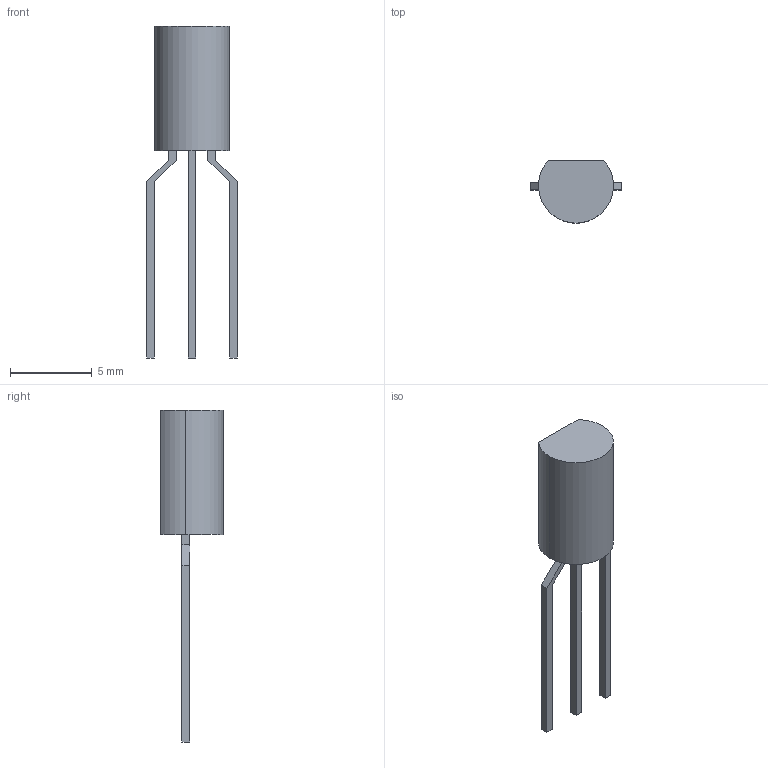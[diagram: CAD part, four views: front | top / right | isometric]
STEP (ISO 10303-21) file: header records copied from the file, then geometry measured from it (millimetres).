
FILE_DESCRIPTION (( 'STEP AP214' ), '1' );
FILE_NAME ('User Library-TO-226-BEND LEAD.STEP', '2020-07-25T23:40:54', ( '' ), ( '' ), 'SwSTEP 2.0', 'SolidWorks 2020', '' );
FILE_SCHEMA (( 'AUTOMOTIVE_DESIGN' ));
Length unit declared in the file: millimetre
Products named in the file (1): User Library-TO-226-BEND LEAD
Bounding box: 5.56 x 3.82 x 20.32 mm (x, y, z)
Volume: 120.7 mm3; surface area: 209.9 mm2
Topology: 1 solids, 1 shells, 29 faces, 72 edges, 48 vertices
Faces by surface type: plane 26, cylinder 3
Entity records: 1205 total; most frequent: CARTESIAN_POINT 150, ORIENTED_EDGE 144, DIRECTION 138, EDGE_CURVE 72, LINE 66, VECTOR 66, VERTEX_POINT 48, AXIS2_PLACEMENT_3D 36
